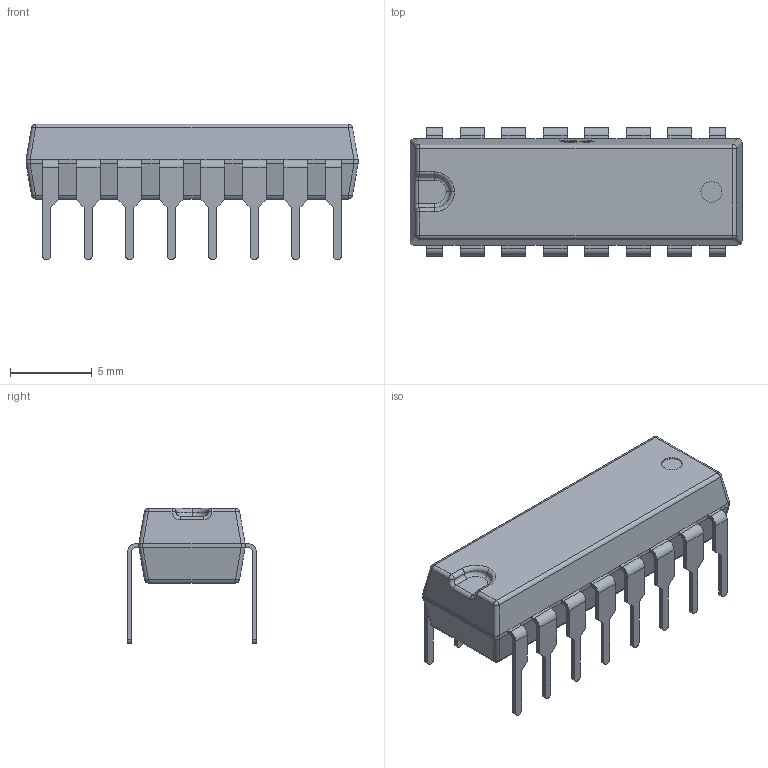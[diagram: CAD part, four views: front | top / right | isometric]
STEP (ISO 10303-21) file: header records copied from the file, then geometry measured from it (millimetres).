
FILE_DESCRIPTION (( 'STEP AP214' ), '1' );
FILE_NAME ('DIP-16_L20.3-W10.2-P2.54-LS10.2-BL.step', '2023-07-24T03:50:08', ( '' ), ( '' ), 'SwSTEP 2.0', 'SolidWorks 2020', '' );
FILE_SCHEMA (( 'AUTOMOTIVE_DESIGN' ));
Length unit declared in the file: millimetre
Products named in the file (1): DIP-16_L20.3-W10.2-P2.54-LS10.2-BL
Bounding box: 20.3 x 7.87 x 8.28 mm (x, y, z)
Volume: 579.3 mm3; surface area: 687.8 mm2
Topology: 1 solids, 1 shells, 516 faces, 1385 edges, 889 vertices
Faces by surface type: plane 310, bspline 100, cylinder 92, sphere 10, torus 4
Entity records: 22159 total; most frequent: CARTESIAN_POINT 4213, ORIENTED_EDGE 2766, DIRECTION 2165, EDGE_CURVE 1383, VECTOR 979, LINE 979, VERTEX_POINT 889, AXIS2_PLACEMENT_3D 593
